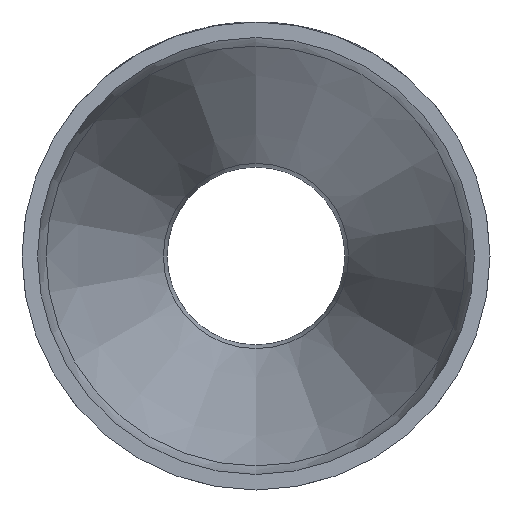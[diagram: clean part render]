
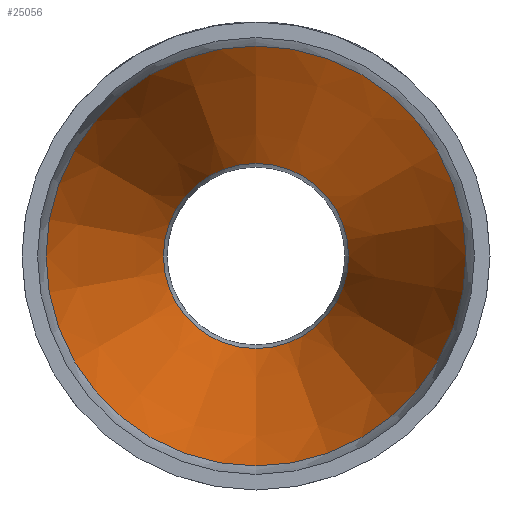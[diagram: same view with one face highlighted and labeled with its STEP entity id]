
A CAD part, front view. The second image highlights one B-rep face of the part: STEP entity #25056.
In plain terms, the highlighted conical face has half-angle 15.554 degrees and reference radius 27.051 mm.
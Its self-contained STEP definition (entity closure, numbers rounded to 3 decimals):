
#61 = CARTESIAN_POINT ( 'NONE',  ( 0., 43.947, 0. ) ) ;
#1442 = VERTEX_POINT ( 'NONE', #19239 ) ;
#2155 = DIRECTION ( 'NONE',  ( 0., -1., 0. ) ) ;
#4359 = ORIENTED_EDGE ( 'NONE', *, *, #10283, .F. ) ;
#4430 = CARTESIAN_POINT ( 'NONE',  ( 0., 43.947, 0. ) ) ;
#7581 = CIRCLE ( 'NONE', #24753, 27.051 ) ;
#8324 = CARTESIAN_POINT ( 'NONE',  ( 0., 43.947, -27.051 ) ) ;
#9205 = EDGE_CURVE ( 'NONE', #14734, #14734, #7581, .T. ) ;
#9472 = FACE_OUTER_BOUND ( 'NONE', #12467, .T. ) ;
#9603 = CONICAL_SURFACE ( 'NONE', #21514, 27.051, 0.271 ) ;
#10070 = AXIS2_PLACEMENT_3D ( 'NONE', #12552, #26277, #23744 ) ;
#10283 = EDGE_CURVE ( 'NONE', #1442, #1442, #16740, .T. ) ;
#11281 = DIRECTION ( 'NONE',  ( 0., 0., -1. ) ) ;
#12467 = EDGE_LOOP ( 'NONE', ( #12497 ) ) ;
#12497 = ORIENTED_EDGE ( 'NONE', *, *, #9205, .T. ) ;
#12552 = CARTESIAN_POINT ( 'NONE',  ( 0., 98.29, 0. ) ) ;
#14734 = VERTEX_POINT ( 'NONE', #8324 ) ;
#15760 = DIRECTION ( 'NONE',  ( 0., 0., -1. ) ) ;
#15902 = FACE_BOUND ( 'NONE', #28290, .T. ) ;
#15915 = DIRECTION ( 'NONE',  ( 0., -1., 0. ) ) ;
#16740 = CIRCLE ( 'NONE', #10070, 11.926 ) ;
#19239 = CARTESIAN_POINT ( 'NONE',  ( 0., 98.29, -11.926 ) ) ;
#21514 = AXIS2_PLACEMENT_3D ( 'NONE', #61, #2155, #11281 ) ;
#23744 = DIRECTION ( 'NONE',  ( 0., 0., -1. ) ) ;
#24753 = AXIS2_PLACEMENT_3D ( 'NONE', #4430, #15915, #15760 ) ;
#25056 = ADVANCED_FACE ( 'NONE', ( #15902, #9472 ), #9603, .F. ) ;
#26277 = DIRECTION ( 'NONE',  ( 0., -1., 0. ) ) ;
#28290 = EDGE_LOOP ( 'NONE', ( #4359 ) ) ;
